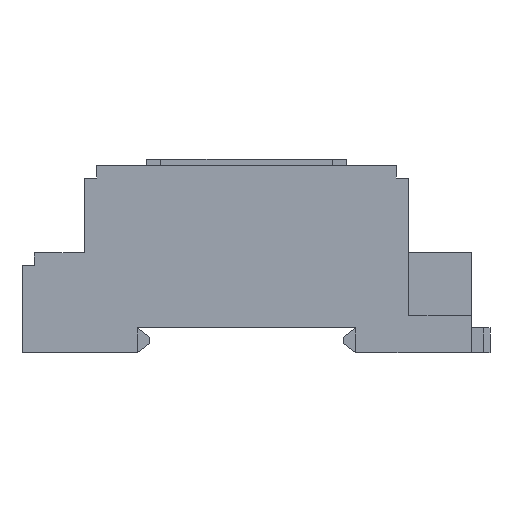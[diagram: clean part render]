
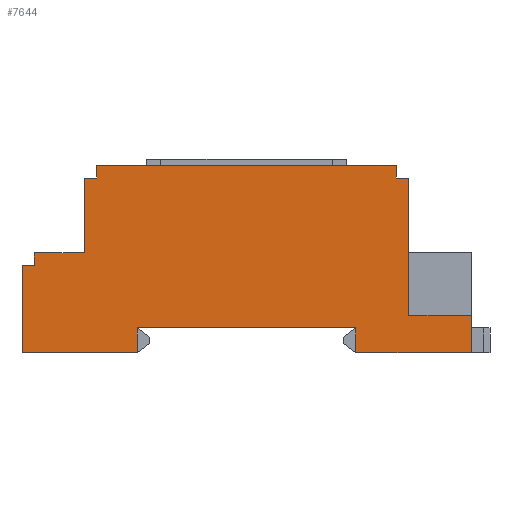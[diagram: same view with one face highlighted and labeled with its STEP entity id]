
A CAD part, left-side view. The second image highlights one B-rep face of the part: STEP entity #7644.
In plain terms, the highlighted planar face has unit normal (-1, 0, 0).
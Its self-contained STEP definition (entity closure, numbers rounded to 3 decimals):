
#54 = DIRECTION ( 'NONE',  ( 0., 1., 0. ) ) ;
#61 = VERTEX_POINT ( 'NONE', #951 ) ;
#253 = AXIS2_PLACEMENT_3D ( 'NONE', #7271, #10660, #5739 ) ;
#479 = DIRECTION ( 'NONE',  ( 0., 0., 1. ) ) ;
#523 = CARTESIAN_POINT ( 'NONE',  ( -11., 0., 30. ) ) ;
#603 = ORIENTED_EDGE ( 'NONE', *, *, #3875, .F. ) ;
#715 = VERTEX_POINT ( 'NONE', #6244 ) ;
#752 = CARTESIAN_POINT ( 'NONE',  ( -11., -36., 6. ) ) ;
#757 = FACE_OUTER_BOUND ( 'NONE', #9388, .T. ) ;
#914 = EDGE_CURVE ( 'NONE', #4657, #6321, #4451, .T. ) ;
#951 = CARTESIAN_POINT ( 'NONE',  ( -11., 36., 0. ) ) ;
#954 = DIRECTION ( 'NONE',  ( 0., 0., -1. ) ) ;
#1015 = CARTESIAN_POINT ( 'NONE',  ( -11., -36., 0. ) ) ;
#1244 = ORIENTED_EDGE ( 'NONE', *, *, #10129, .T. ) ;
#1561 = ORIENTED_EDGE ( 'NONE', *, *, #5305, .F. ) ;
#1616 = CARTESIAN_POINT ( 'NONE',  ( -11., -26., 6. ) ) ;
#1830 = CARTESIAN_POINT ( 'NONE',  ( -11., 17.5, 4. ) ) ;
#1934 = ORIENTED_EDGE ( 'NONE', *, *, #6847, .F. ) ;
#1937 = VECTOR ( 'NONE', #2374, 1000. ) ;
#2076 = ORIENTED_EDGE ( 'NONE', *, *, #6032, .T. ) ;
#2103 = LINE ( 'NONE', #5688, #4301 ) ;
#2140 = VERTEX_POINT ( 'NONE', #10277 ) ;
#2158 = CARTESIAN_POINT ( 'NONE',  ( -11., 34., 16. ) ) ;
#2206 = LINE ( 'NONE', #4039, #1937 ) ;
#2236 = CARTESIAN_POINT ( 'NONE',  ( -11., 34., 14. ) ) ;
#2255 = LINE ( 'NONE', #7102, #6893 ) ;
#2259 = VECTOR ( 'NONE', #8498, 1000. ) ;
#2305 = DIRECTION ( 'NONE',  ( 0., 0., -1. ) ) ;
#2308 = ORIENTED_EDGE ( 'NONE', *, *, #914, .F. ) ;
#2315 = DIRECTION ( 'NONE',  ( 0., -1., 0. ) ) ;
#2374 = DIRECTION ( 'NONE',  ( 0., 0., -1. ) ) ;
#2633 = CARTESIAN_POINT ( 'NONE',  ( -11., 24., 28. ) ) ;
#2647 = VECTOR ( 'NONE', #6298, 1000. ) ;
#2744 = EDGE_CURVE ( 'NONE', #5933, #2140, #8636, .T. ) ;
#2940 = CARTESIAN_POINT ( 'NONE',  ( -11., -24., 28. ) ) ;
#3040 = LINE ( 'NONE', #3969, #6004 ) ;
#3122 = CARTESIAN_POINT ( 'NONE',  ( -11., 36., 16. ) ) ;
#3260 = EDGE_CURVE ( 'NONE', #7534, #6523, #4929, .T. ) ;
#3270 = CARTESIAN_POINT ( 'NONE',  ( -11., 36., 14. ) ) ;
#3301 = EDGE_CURVE ( 'NONE', #8446, #4795, #3488, .T. ) ;
#3484 = DIRECTION ( 'NONE',  ( 0., 0., 1. ) ) ;
#3488 = LINE ( 'NONE', #4890, #9394 ) ;
#3528 = CARTESIAN_POINT ( 'NONE',  ( -11., -24., 28. ) ) ;
#3635 = DIRECTION ( 'NONE',  ( 0., 0., 1. ) ) ;
#3696 = EDGE_CURVE ( 'NONE', #4725, #8446, #4940, .T. ) ;
#3875 = EDGE_CURVE ( 'NONE', #10094, #5391, #2103, .T. ) ;
#3969 = CARTESIAN_POINT ( 'NONE',  ( -11., -36., 0. ) ) ;
#4039 = CARTESIAN_POINT ( 'NONE',  ( -11., 36., 31. ) ) ;
#4141 = VECTOR ( 'NONE', #479, 1000. ) ;
#4146 = CARTESIAN_POINT ( 'NONE',  ( -11., -36., 6. ) ) ;
#4301 = VECTOR ( 'NONE', #9692, 1000. ) ;
#4373 = ORIENTED_EDGE ( 'NONE', *, *, #10166, .F. ) ;
#4451 = LINE ( 'NONE', #8351, #2259 ) ;
#4498 = CARTESIAN_POINT ( 'NONE',  ( -11., 34., 16. ) ) ;
#4527 = ORIENTED_EDGE ( 'NONE', *, *, #10385, .T. ) ;
#4581 = DIRECTION ( 'NONE',  ( 0., 1., 0. ) ) ;
#4643 = CARTESIAN_POINT ( 'NONE',  ( -11., 24., 28. ) ) ;
#4657 = VERTEX_POINT ( 'NONE', #7966 ) ;
#4725 = VERTEX_POINT ( 'NONE', #8171 ) ;
#4795 = VERTEX_POINT ( 'NONE', #1616 ) ;
#4890 = CARTESIAN_POINT ( 'NONE',  ( -11., -26., 16. ) ) ;
#4912 = ORIENTED_EDGE ( 'NONE', *, *, #5356, .F. ) ;
#4929 = LINE ( 'NONE', #4498, #8355 ) ;
#4940 = LINE ( 'NONE', #3528, #7720 ) ;
#5072 = CARTESIAN_POINT ( 'NONE',  ( -11., 17.5, 0. ) ) ;
#5174 = VECTOR ( 'NONE', #2315, 1000. ) ;
#5301 = LINE ( 'NONE', #9230, #5946 ) ;
#5305 = EDGE_CURVE ( 'NONE', #4795, #5385, #7349, .T. ) ;
#5315 = LINE ( 'NONE', #2940, #4141 ) ;
#5356 = EDGE_CURVE ( 'NONE', #6523, #4657, #6328, .T. ) ;
#5372 = VERTEX_POINT ( 'NONE', #6699 ) ;
#5385 = VERTEX_POINT ( 'NONE', #4146 ) ;
#5391 = VERTEX_POINT ( 'NONE', #5072 ) ;
#5543 = ORIENTED_EDGE ( 'NONE', *, *, #2744, .T. ) ;
#5668 = LINE ( 'NONE', #8419, #9757 ) ;
#5688 = CARTESIAN_POINT ( 'NONE',  ( -11., 17.5, 0. ) ) ;
#5739 = DIRECTION ( 'NONE',  ( 0., 0., -1. ) ) ;
#5788 = ORIENTED_EDGE ( 'NONE', *, *, #3696, .F. ) ;
#5933 = VERTEX_POINT ( 'NONE', #8743 ) ;
#5946 = VECTOR ( 'NONE', #10110, 1000. ) ;
#5961 = VECTOR ( 'NONE', #8288, 1000. ) ;
#5966 = VECTOR ( 'NONE', #8858, 1000. ) ;
#5987 = ORIENTED_EDGE ( 'NONE', *, *, #6927, .T. ) ;
#6004 = VECTOR ( 'NONE', #10598, 1000. ) ;
#6032 = EDGE_CURVE ( 'NONE', #6702, #61, #2206, .T. ) ;
#6044 = VECTOR ( 'NONE', #3484, 1000. ) ;
#6064 = VECTOR ( 'NONE', #54, 1000. ) ;
#6189 = ORIENTED_EDGE ( 'NONE', *, *, #3301, .F. ) ;
#6239 = EDGE_CURVE ( 'NONE', #5933, #5372, #5301, .T. ) ;
#6244 = CARTESIAN_POINT ( 'NONE',  ( -11., 24., 30. ) ) ;
#6298 = DIRECTION ( 'NONE',  ( 0., -1., 0. ) ) ;
#6321 = VERTEX_POINT ( 'NONE', #6732 ) ;
#6328 = LINE ( 'NONE', #3122, #5966 ) ;
#6523 = VERTEX_POINT ( 'NONE', #2158 ) ;
#6566 = CARTESIAN_POINT ( 'NONE',  ( -11., 24., 28. ) ) ;
#6699 = CARTESIAN_POINT ( 'NONE',  ( -11., -17.5, 4. ) ) ;
#6702 = VERTEX_POINT ( 'NONE', #3270 ) ;
#6732 = CARTESIAN_POINT ( 'NONE',  ( -11., 26., 28. ) ) ;
#6847 = EDGE_CURVE ( 'NONE', #8888, #715, #10030, .T. ) ;
#6852 = VECTOR ( 'NONE', #4581, 1000. ) ;
#6893 = VECTOR ( 'NONE', #2305, 1000. ) ;
#6927 = EDGE_CURVE ( 'NONE', #7534, #6702, #5668, .T. ) ;
#7102 = CARTESIAN_POINT ( 'NONE',  ( -11., -36., 31. ) ) ;
#7271 = CARTESIAN_POINT ( 'NONE',  ( -11., -36., 31. ) ) ;
#7341 = ORIENTED_EDGE ( 'NONE', *, *, #8975, .T. ) ;
#7349 = LINE ( 'NONE', #752, #5174 ) ;
#7534 = VERTEX_POINT ( 'NONE', #2236 ) ;
#7603 = CARTESIAN_POINT ( 'NONE',  ( -11., -26., 28. ) ) ;
#7644 = ADVANCED_FACE ( 'NONE', ( #757 ), #8948, .F. ) ;
#7699 = DIRECTION ( 'NONE',  ( 0., 1., 0. ) ) ;
#7720 = VECTOR ( 'NONE', #10281, 1000. ) ;
#7966 = CARTESIAN_POINT ( 'NONE',  ( -11., 26., 16. ) ) ;
#8040 = EDGE_CURVE ( 'NONE', #715, #10557, #9738, .T. ) ;
#8171 = CARTESIAN_POINT ( 'NONE',  ( -11., -24., 28. ) ) ;
#8288 = DIRECTION ( 'NONE',  ( 0., -1., 0. ) ) ;
#8318 = ORIENTED_EDGE ( 'NONE', *, *, #3260, .F. ) ;
#8351 = CARTESIAN_POINT ( 'NONE',  ( -11., 26., 16. ) ) ;
#8355 = VECTOR ( 'NONE', #3635, 1000. ) ;
#8419 = CARTESIAN_POINT ( 'NONE',  ( -11., 34., 14. ) ) ;
#8446 = VERTEX_POINT ( 'NONE', #7603 ) ;
#8498 = DIRECTION ( 'NONE',  ( 0., 0., 1. ) ) ;
#8636 = LINE ( 'NONE', #1015, #5961 ) ;
#8736 = ORIENTED_EDGE ( 'NONE', *, *, #6239, .F. ) ;
#8743 = CARTESIAN_POINT ( 'NONE',  ( -11., -17.5, 0. ) ) ;
#8858 = DIRECTION ( 'NONE',  ( 0., -1., 0. ) ) ;
#8888 = VERTEX_POINT ( 'NONE', #4643 ) ;
#8927 = EDGE_CURVE ( 'NONE', #5385, #2140, #2255, .T. ) ;
#8948 = PLANE ( 'NONE',  #253 ) ;
#8975 = EDGE_CURVE ( 'NONE', #61, #5391, #3040, .T. ) ;
#9022 = ORIENTED_EDGE ( 'NONE', *, *, #8040, .F. ) ;
#9105 = ORIENTED_EDGE ( 'NONE', *, *, #8927, .F. ) ;
#9136 = CARTESIAN_POINT ( 'NONE',  ( -11., -24., 30. ) ) ;
#9230 = CARTESIAN_POINT ( 'NONE',  ( -11., -17.5, 4. ) ) ;
#9388 = EDGE_LOOP ( 'NONE', ( #5788, #1244, #9022, #1934, #4527, #2308, #4912, #8318, #5987, #2076, #7341, #603, #4373, #8736, #5543, #9105, #1561, #6189 ) ) ;
#9394 = VECTOR ( 'NONE', #954, 1000. ) ;
#9692 = DIRECTION ( 'NONE',  ( 0., 0., -1. ) ) ;
#9738 = LINE ( 'NONE', #523, #2647 ) ;
#9757 = VECTOR ( 'NONE', #7699, 1000. ) ;
#10030 = LINE ( 'NONE', #2633, #6044 ) ;
#10094 = VERTEX_POINT ( 'NONE', #1830 ) ;
#10110 = DIRECTION ( 'NONE',  ( 0., 0., 1. ) ) ;
#10129 = EDGE_CURVE ( 'NONE', #4725, #10557, #5315, .T. ) ;
#10166 = EDGE_CURVE ( 'NONE', #5372, #10094, #10202, .T. ) ;
#10202 = LINE ( 'NONE', #10249, #6852 ) ;
#10249 = CARTESIAN_POINT ( 'NONE',  ( -11., 17.5, 4. ) ) ;
#10277 = CARTESIAN_POINT ( 'NONE',  ( -11., -36., 0. ) ) ;
#10281 = DIRECTION ( 'NONE',  ( 0., -1., 0. ) ) ;
#10385 = EDGE_CURVE ( 'NONE', #8888, #6321, #10452, .T. ) ;
#10452 = LINE ( 'NONE', #6566, #6064 ) ;
#10557 = VERTEX_POINT ( 'NONE', #9136 ) ;
#10598 = DIRECTION ( 'NONE',  ( 0., -1., 0. ) ) ;
#10660 = DIRECTION ( 'NONE',  ( 1., 0., 0. ) ) ;
